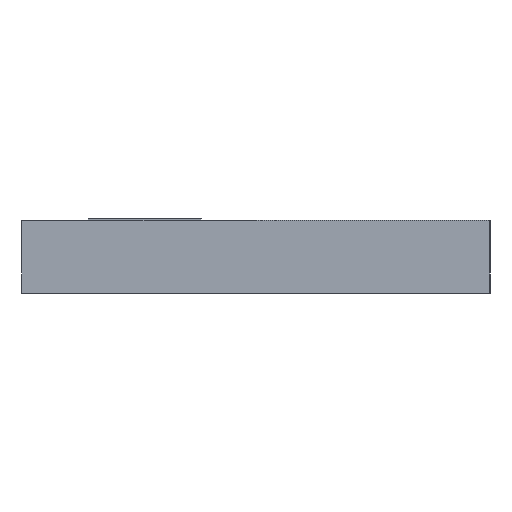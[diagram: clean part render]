
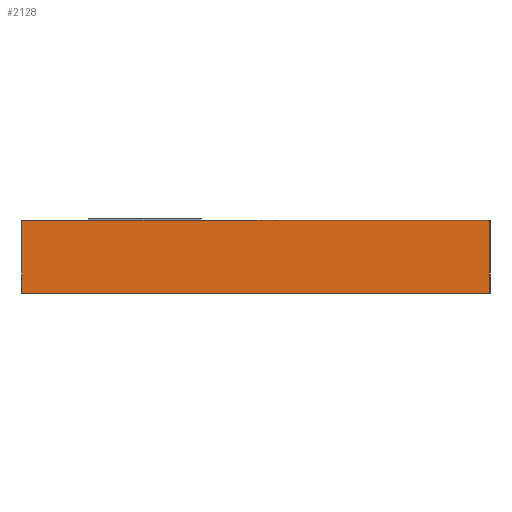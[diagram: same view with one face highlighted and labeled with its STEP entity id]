
A CAD part, left-side view. The second image highlights one B-rep face of the part: STEP entity #2128.
In plain terms, the highlighted planar face has unit normal (-1, 0, 0).
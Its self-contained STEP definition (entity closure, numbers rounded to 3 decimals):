
#699 = VERTEX_POINT('',#700);
#700 = CARTESIAN_POINT('',(107.32,-55.98,-2.83));
#708 = EDGE_CURVE('',#699,#709,#711,.T.);
#709 = VERTEX_POINT('',#710);
#710 = CARTESIAN_POINT('',(107.32,-116.33,-2.83));
#711 = LINE('',#712,#713);
#712 = CARTESIAN_POINT('',(107.32,-125.725,-2.83));
#713 = VECTOR('',#714,1.);
#714 = DIRECTION('',(0.,-1.,0.));
#2104 = EDGE_CURVE('',#699,#2105,#2107,.T.);
#2105 = VERTEX_POINT('',#2106);
#2106 = CARTESIAN_POINT('',(107.32,-55.98,6.56));
#2107 = LINE('',#2108,#2109);
#2108 = CARTESIAN_POINT('',(107.32,-55.98,-4.54));
#2109 = VECTOR('',#2110,1.);
#2110 = DIRECTION('',(0.,0.,1.));
#2128 = ADVANCED_FACE('',(#2129),#2147,.F.);
#2129 = FACE_BOUND('',#2130,.F.);
#2130 = EDGE_LOOP('',(#2131,#2139,#2140,#2141));
#2131 = ORIENTED_EDGE('',*,*,#2132,.F.);
#2132 = EDGE_CURVE('',#709,#2133,#2135,.T.);
#2133 = VERTEX_POINT('',#2134);
#2134 = CARTESIAN_POINT('',(107.32,-116.33,6.56));
#2135 = LINE('',#2136,#2137);
#2136 = CARTESIAN_POINT('',(107.32,-116.33,-4.54));
#2137 = VECTOR('',#2138,1.);
#2138 = DIRECTION('',(0.,0.,1.));
#2139 = ORIENTED_EDGE('',*,*,#708,.F.);
#2140 = ORIENTED_EDGE('',*,*,#2104,.T.);
#2141 = ORIENTED_EDGE('',*,*,#2142,.F.);
#2142 = EDGE_CURVE('',#2133,#2105,#2143,.T.);
#2143 = LINE('',#2144,#2145);
#2144 = CARTESIAN_POINT('',(107.32,-116.33,6.56));
#2145 = VECTOR('',#2146,1.);
#2146 = DIRECTION('',(0.,1.,0.));
#2147 = PLANE('',#2148);
#2148 = AXIS2_PLACEMENT_3D('',#2149,#2150,#2151);
#2149 = CARTESIAN_POINT('',(107.32,-116.33,-4.54));
#2150 = DIRECTION('',(1.,0.,0.));
#2151 = DIRECTION('',(0.,0.,1.));
